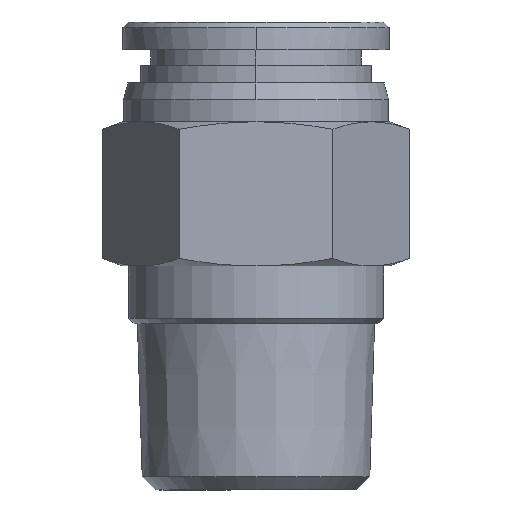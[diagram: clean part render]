
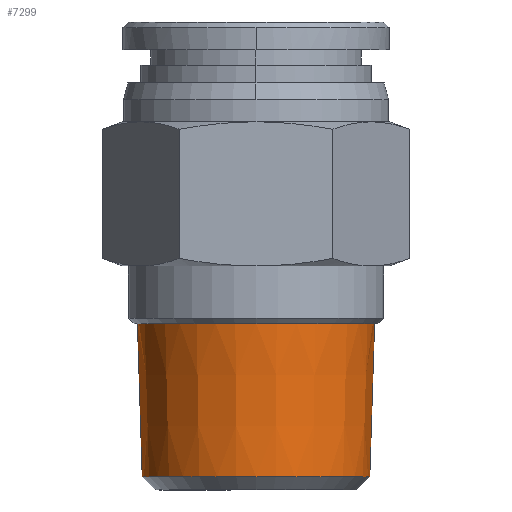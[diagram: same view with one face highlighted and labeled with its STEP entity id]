
A CAD part, left-side view. The second image highlights one B-rep face of the part: STEP entity #7299.
In plain terms, the highlighted conical face has half-angle 1.791 degrees and reference radius 10.691 mm.
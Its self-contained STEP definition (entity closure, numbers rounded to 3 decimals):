
#449 = CARTESIAN_POINT ( 'NONE',  ( 20.201, -7., -12.306 ) ) ;
#742 = VERTEX_POINT ( 'NONE', #8512 ) ;
#1143 = EDGE_CURVE ( 'NONE', #11560, #1748, #3903, .T. ) ;
#1231 = VECTOR ( 'NONE', #1324, 1000. ) ;
#1324 = DIRECTION ( 'NONE',  ( 0., -0.031, 1. ) ) ;
#1748 = VERTEX_POINT ( 'NONE', #11554 ) ;
#1955 = EDGE_CURVE ( 'NONE', #4018, #742, #4162, .T. ) ;
#2237 = VECTOR ( 'NONE', #8409, 1000. ) ;
#2324 = CARTESIAN_POINT ( 'NONE',  ( 20.201, -17.26, -26.106 ) ) ;
#2341 = LINE ( 'NONE', #11399, #1231 ) ;
#2347 = FACE_OUTER_BOUND ( 'NONE', #3012, .T. ) ;
#3012 = EDGE_LOOP ( 'NONE', ( #8755, #10015, #9496, #5050 ) ) ;
#3773 = CONICAL_SURFACE ( 'NONE', #12530, 10.691, 0.031 ) ;
#3903 = CIRCLE ( 'NONE', #7998, 10.26 ) ;
#4018 = VERTEX_POINT ( 'NONE', #6752 ) ;
#4162 = CIRCLE ( 'NONE', #5047, 10.691 ) ;
#4334 = DIRECTION ( 'NONE',  ( 0., -1., 0. ) ) ;
#5047 = AXIS2_PLACEMENT_3D ( 'NONE', #449, #6481, #5525 ) ;
#5050 = ORIENTED_EDGE ( 'NONE', *, *, #1955, .T. ) ;
#5525 = DIRECTION ( 'NONE',  ( 0., -1., 0. ) ) ;
#6481 = DIRECTION ( 'NONE',  ( 0., 0., -1. ) ) ;
#6752 = CARTESIAN_POINT ( 'NONE',  ( 20.201, -17.691, -12.306 ) ) ;
#7299 = ADVANCED_FACE ( 'NONE', ( #2347 ), #3773, .T. ) ;
#7762 = LINE ( 'NONE', #12533, #2237 ) ;
#7998 = AXIS2_PLACEMENT_3D ( 'NONE', #12339, #8371, #4334 ) ;
#8371 = DIRECTION ( 'NONE',  ( 0., 0., -1. ) ) ;
#8409 = DIRECTION ( 'NONE',  ( 0., 0.031, 1. ) ) ;
#8512 = CARTESIAN_POINT ( 'NONE',  ( 20.201, 3.691, -12.306 ) ) ;
#8755 = ORIENTED_EDGE ( 'NONE', *, *, #12840, .F. ) ;
#9241 = DIRECTION ( 'NONE',  ( 0., -1., 0. ) ) ;
#9496 = ORIENTED_EDGE ( 'NONE', *, *, #9818, .T. ) ;
#9818 = EDGE_CURVE ( 'NONE', #11560, #4018, #2341, .T. ) ;
#10015 = ORIENTED_EDGE ( 'NONE', *, *, #1143, .F. ) ;
#10172 = CARTESIAN_POINT ( 'NONE',  ( 20.201, -7., -12.306 ) ) ;
#11399 = CARTESIAN_POINT ( 'NONE',  ( 20.201, -17.691, -12.306 ) ) ;
#11554 = CARTESIAN_POINT ( 'NONE',  ( 20.201, 3.26, -26.106 ) ) ;
#11560 = VERTEX_POINT ( 'NONE', #2324 ) ;
#12339 = CARTESIAN_POINT ( 'NONE',  ( 20.201, -7., -26.106 ) ) ;
#12371 = DIRECTION ( 'NONE',  ( 0., 0., 1. ) ) ;
#12530 = AXIS2_PLACEMENT_3D ( 'NONE', #10172, #12371, #9241 ) ;
#12533 = CARTESIAN_POINT ( 'NONE',  ( 20.201, 3.691, -12.306 ) ) ;
#12840 = EDGE_CURVE ( 'NONE', #1748, #742, #7762, .T. ) ;
